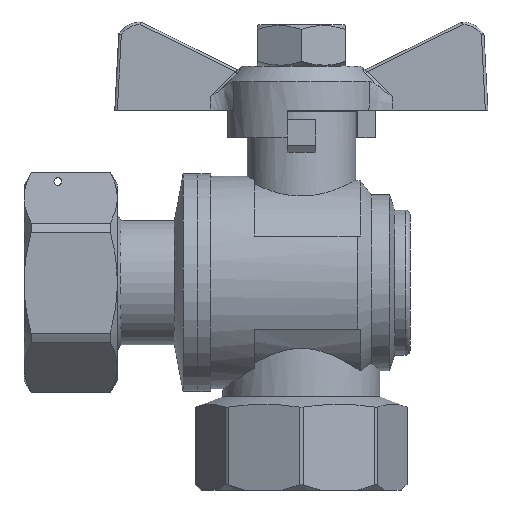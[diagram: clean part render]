
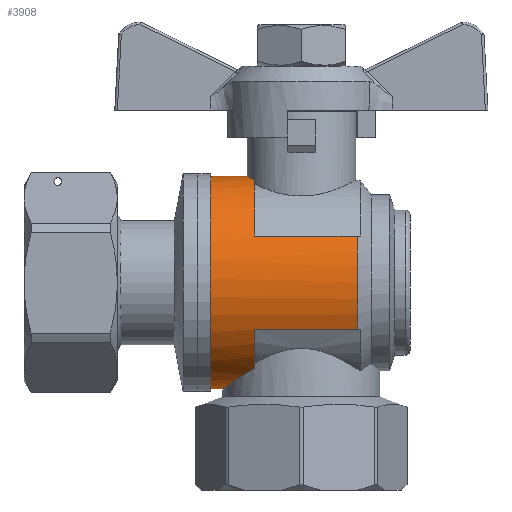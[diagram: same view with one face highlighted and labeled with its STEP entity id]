
A CAD part, left-side view. The second image highlights one B-rep face of the part: STEP entity #3908.
In plain terms, the highlighted cylindrical face has radius 20.5 mm (diameter 41 mm), a full revolution.
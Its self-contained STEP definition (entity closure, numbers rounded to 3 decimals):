
#223=LINE('',#8583,#405);
#224=LINE('',#8587,#406);
#225=LINE('',#8600,#407);
#226=LINE('',#8604,#408);
#405=VECTOR('',#6132,1000.);
#406=VECTOR('',#6135,1000.);
#407=VECTOR('',#6140,1000.);
#408=VECTOR('',#6143,1000.);
#664=B_SPLINE_CURVE_WITH_KNOTS('',3,(#8566,#8567,#8568,#8569,#8570,#8571,
#8572,#8573,#8574,#8575,#8576,#8577,#8578),.UNSPECIFIED.,.F.,.F.,(4,1,1,
1,1,1,1,1,1,1,4),(0.084,0.088,0.09,
0.092,0.093,0.095,0.097,
0.099,0.103,0.106,0.114),
 .UNSPECIFIED.);
#665=B_SPLINE_CURVE_WITH_KNOTS('',3,(#8591,#8592,#8593,#8594,#8595,#8596),
 .UNSPECIFIED.,.F.,.F.,(4,1,1,4),(0.011,0.017,
0.02,0.022),.UNSPECIFIED.);
#1326=ORIENTED_EDGE('',*,*,#2171,.F.);
#1327=ORIENTED_EDGE('',*,*,#2172,.F.);
#1328=ORIENTED_EDGE('',*,*,#2173,.F.);
#1329=ORIENTED_EDGE('',*,*,#2174,.T.);
#1330=ORIENTED_EDGE('',*,*,#2175,.T.);
#1331=ORIENTED_EDGE('',*,*,#2176,.T.);
#1332=ORIENTED_EDGE('',*,*,#2177,.T.);
#1333=ORIENTED_EDGE('',*,*,#2178,.T.);
#1334=ORIENTED_EDGE('',*,*,#2179,.T.);
#1335=ORIENTED_EDGE('',*,*,#2180,.T.);
#1336=ORIENTED_EDGE('',*,*,#2181,.T.);
#1337=ORIENTED_EDGE('',*,*,#2182,.T.);
#1338=ORIENTED_EDGE('',*,*,#2183,.F.);
#2171=EDGE_CURVE('',#2619,#2619,#2904,.T.);
#2172=EDGE_CURVE('',#2620,#2621,#664,.T.);
#2173=EDGE_CURVE('',#2622,#2620,#2905,.T.);
#2174=EDGE_CURVE('',#2622,#2623,#223,.T.);
#2175=EDGE_CURVE('',#2623,#2624,#2906,.T.);
#2176=EDGE_CURVE('',#2624,#2625,#224,.F.);
#2177=EDGE_CURVE('',#2625,#2626,#2907,.T.);
#2178=EDGE_CURVE('',#2626,#2627,#665,.T.);
#2179=EDGE_CURVE('',#2627,#2628,#2908,.T.);
#2180=EDGE_CURVE('',#2628,#2629,#225,.T.);
#2181=EDGE_CURVE('',#2629,#2630,#2909,.T.);
#2182=EDGE_CURVE('',#2630,#2631,#226,.F.);
#2183=EDGE_CURVE('',#2621,#2631,#2910,.T.);
#2619=VERTEX_POINT('',#8565);
#2620=VERTEX_POINT('',#8579);
#2621=VERTEX_POINT('',#8580);
#2622=VERTEX_POINT('',#8582);
#2623=VERTEX_POINT('',#8584);
#2624=VERTEX_POINT('',#8586);
#2625=VERTEX_POINT('',#8588);
#2626=VERTEX_POINT('',#8590);
#2627=VERTEX_POINT('',#8597);
#2628=VERTEX_POINT('',#8599);
#2629=VERTEX_POINT('',#8601);
#2630=VERTEX_POINT('',#8603);
#2631=VERTEX_POINT('',#8605);
#2904=CIRCLE('',#5289,20.5);
#2905=CIRCLE('',#5290,20.5);
#2906=CIRCLE('',#5291,20.5);
#2907=CIRCLE('',#5292,20.5);
#2908=CIRCLE('',#5293,20.5);
#2909=CIRCLE('',#5294,20.5);
#2910=CIRCLE('',#5295,20.5);
#3165=EDGE_LOOP('',(#1326));
#3166=EDGE_LOOP('',(#1327,#1328,#1329,#1330,#1331,#1332,#1333,#1334,#1335,
#1336,#1337,#1338));
#3515=FACE_BOUND('',#3165,.T.);
#3516=FACE_BOUND('',#3166,.T.);
#3744=CYLINDRICAL_SURFACE('',#5288,20.5);
#3908=ADVANCED_FACE('',(#3515,#3516),#3744,.T.);
#5288=AXIS2_PLACEMENT_3D('',#8563,#6126,#6127);
#5289=AXIS2_PLACEMENT_3D('',#8564,#6128,#6129);
#5290=AXIS2_PLACEMENT_3D('',#8581,#6130,#6131);
#5291=AXIS2_PLACEMENT_3D('',#8585,#6133,#6134);
#5292=AXIS2_PLACEMENT_3D('',#8589,#6136,#6137);
#5293=AXIS2_PLACEMENT_3D('',#8598,#6138,#6139);
#5294=AXIS2_PLACEMENT_3D('',#8602,#6141,#6142);
#5295=AXIS2_PLACEMENT_3D('',#8606,#6144,#6145);
#6126=DIRECTION('',(0.,-1.,0.));
#6127=DIRECTION('',(0.,0.,-1.));
#6128=DIRECTION('',(0.,1.,0.));
#6129=DIRECTION('',(1.,0.,0.));
#6130=DIRECTION('',(0.,-1.,0.));
#6131=DIRECTION('',(0.,0.,-1.));
#6132=DIRECTION('',(0.,-1.,0.));
#6133=DIRECTION('',(0.,1.,0.));
#6134=DIRECTION('',(0.,0.,1.));
#6135=DIRECTION('',(0.,-1.,0.));
#6136=DIRECTION('',(0.,1.,0.));
#6137=DIRECTION('',(0.,0.,1.));
#6138=DIRECTION('',(0.,1.,0.));
#6139=DIRECTION('',(0.,0.,1.));
#6140=DIRECTION('',(0.,-1.,0.));
#6141=DIRECTION('',(0.,1.,0.));
#6142=DIRECTION('',(0.,0.,1.));
#6143=DIRECTION('',(0.,-1.,0.));
#6144=DIRECTION('',(0.,-1.,0.));
#6145=DIRECTION('',(0.,0.,-1.));
#8563=CARTESIAN_POINT('',(0.,17.5,0.));
#8564=CARTESIAN_POINT('',(0.,17.5,0.));
#8565=CARTESIAN_POINT('',(20.5,17.5,0.));
#8566=CARTESIAN_POINT('',(-12.181,9.,-16.488));
#8567=CARTESIAN_POINT('',(-11.511,9.907,-16.983));
#8568=CARTESIAN_POINT('',(-10.362,11.15,-17.738));
#8569=CARTESIAN_POINT('',(-8.525,12.558,-18.666));
#8570=CARTESIAN_POINT('',(-7.04,13.447,-19.277));
#8571=CARTESIAN_POINT('',(-5.428,14.178,-19.794));
#8572=CARTESIAN_POINT('',(-3.672,14.732,-20.196));
#8573=CARTESIAN_POINT('',(-1.88,15.066,-20.441));
#8574=CARTESIAN_POINT('',(0.609,15.223,-20.558));
#8575=CARTESIAN_POINT('',(3.681,14.844,-20.275));
#8576=CARTESIAN_POINT('',(8.209,13.113,-19.026));
#8577=CARTESIAN_POINT('',(10.837,10.82,-17.481));
#8578=CARTESIAN_POINT('',(12.181,9.,-16.488));
#8579=CARTESIAN_POINT('',(-12.181,9.,-16.488));
#8580=CARTESIAN_POINT('',(12.181,9.,-16.488));
#8581=CARTESIAN_POINT('',(0.,9.,0.));
#8582=CARTESIAN_POINT('',(-18.419,9.,-9.));
#8583=CARTESIAN_POINT('',(-18.419,17.5,-9.));
#8584=CARTESIAN_POINT('',(-18.419,-10.75,-9.));
#8585=CARTESIAN_POINT('',(0.,-10.75,0.));
#8586=CARTESIAN_POINT('',(-18.419,-10.75,9.));
#8587=CARTESIAN_POINT('',(-18.419,17.5,9.));
#8588=CARTESIAN_POINT('',(-18.419,9.,9.));
#8589=CARTESIAN_POINT('',(0.,9.,0.));
#8590=CARTESIAN_POINT('',(-5.408,9.,19.774));
#8591=CARTESIAN_POINT('',(-5.408,9.,19.774));
#8592=CARTESIAN_POINT('',(-3.816,9.957,20.209));
#8593=CARTESIAN_POINT('',(-0.976,10.766,20.64));
#8594=CARTESIAN_POINT('',(2.862,10.238,20.364));
#8595=CARTESIAN_POINT('',(4.611,9.479,19.992));
#8596=CARTESIAN_POINT('',(5.408,9.,19.774));
#8597=CARTESIAN_POINT('',(5.408,9.,19.774));
#8598=CARTESIAN_POINT('',(0.,9.,0.));
#8599=CARTESIAN_POINT('',(18.419,9.,9.));
#8600=CARTESIAN_POINT('',(18.419,17.5,9.));
#8601=CARTESIAN_POINT('',(18.419,-10.75,9.));
#8602=CARTESIAN_POINT('',(0.,-10.75,0.));
#8603=CARTESIAN_POINT('',(18.419,-10.75,-9.));
#8604=CARTESIAN_POINT('',(18.419,17.5,-9.));
#8605=CARTESIAN_POINT('',(18.419,9.,-9.));
#8606=CARTESIAN_POINT('',(0.,9.,0.));
